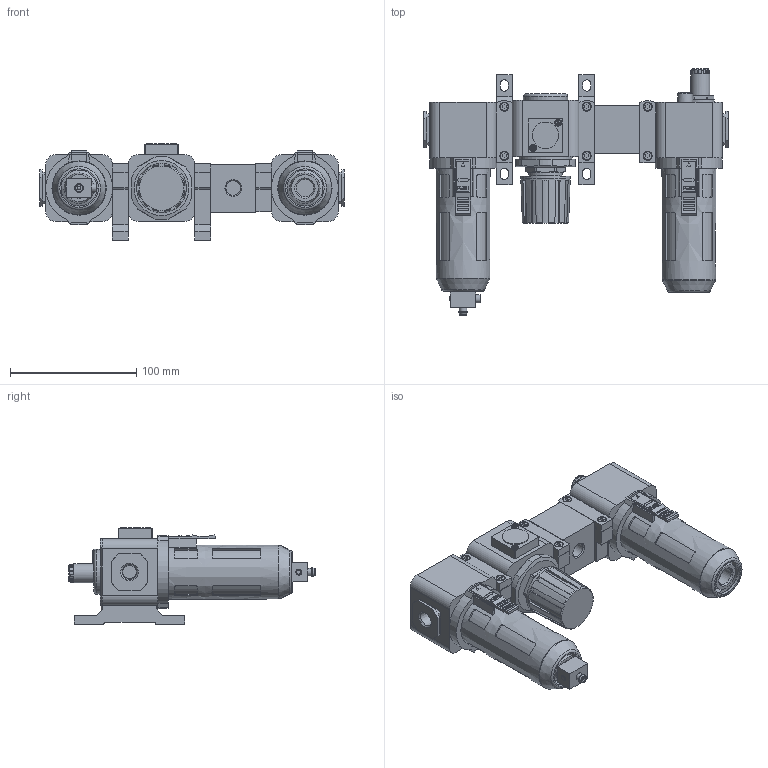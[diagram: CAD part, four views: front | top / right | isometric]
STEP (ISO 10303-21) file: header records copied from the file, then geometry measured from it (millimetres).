
FILE_DESCRIPTION( ( 'STEP AP203' ), '1' );
FILE_NAME( 'MACT302-8A-T8.stp', '2020-06-15T12:13:27', ( 'License CC BY-ND 4.0' ), ( 'CADENAS' ), ' ', 'PARTsolutions', ' ' );
FILE_SCHEMA( ( 'CONFIG_CONTROL_DESIGN' ) );
Length unit declared in the file: millimetre
Products named in the file (8): MACT302-8A-T8; _MACT302-8A-T8_dummy; _MAR302-8A_body-A; _MACP302-T8_bracket; _MAF302-8A; _MACP302-T8_bracket_t; _MACP302_bracket; _MAL302-8A
Assembly tree (8 placements, depth 2):
  MACT302-8A-T8
    _MACT302-8A-T8_dummy
    _MAR302-8A_body-A
    _MACP302-T8_bracket  x2
    _MAF302-8A
    _MACP302-T8_bracket_t
    _MACP302_bracket
    _MAL302-8A
Bounding box: 241.1 x 195.1 x 76.4 mm (x, y, z)
Volume: 868699.8 mm3; surface area: 149601.2 mm2
Topology: 7 solids, 8 shells, 1284 faces, 3410 edges, 2251 vertices
Faces by surface type: plane 955, cylinder 256, cone 54, torus 17, bspline 2
Full cylindrical faces by diameter (mm): 3 x3, 4.2 x1, 4.4 x1, 4.8 x1, 5.5 x1, 6 x1, 6.4 x1, 6.8 x1, 7 x7, 7.2 x6, 7.3 x1, 7.4 x1, 9.2 x2, 11 x2, 11.445 x2, 11.8 x1, 12 x1, 14 x3, 15 x1, 18.5 x3, 21 x1, 22 x1, 26.5 x2, 28.4 x2, 35 x1, 39.3 x1, 42 x1
Entity records: 37523 total; most frequent: CARTESIAN_POINT 8085, ORIENTED_EDGE 6080, DIRECTION 5736, EDGE_CURVE 3040, LINE 2246, VECTOR 2246, VERTEX_POINT 2065, AXIS2_PLACEMENT_3D 1745
